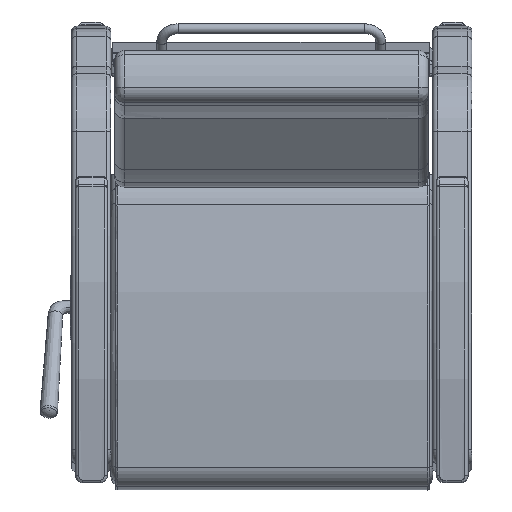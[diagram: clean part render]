
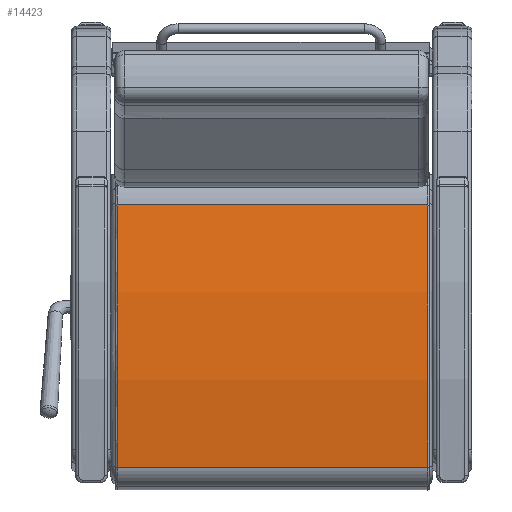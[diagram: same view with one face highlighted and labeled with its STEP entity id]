
A CAD part, front view. The second image highlights one B-rep face of the part: STEP entity #14423.
In plain terms, the highlighted free-form (B-spline) face has degree [3, 1] with [18, 2] control points.
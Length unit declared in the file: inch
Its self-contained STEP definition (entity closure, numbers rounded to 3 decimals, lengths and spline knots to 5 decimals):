
#810=B_SPLINE_SURFACE_WITH_KNOTS('',3,1,((#27711,#27712),(#27713,#27714),
(#27715,#27716),(#27717,#27718),(#27719,#27720),(#27721,#27722),(#27723,
#27724),(#27725,#27726),(#27727,#27728),(#27729,#27730),(#27731,#27732),
(#27733,#27734),(#27735,#27736),(#27737,#27738),(#27739,#27740),(#27741,
#27742),(#27743,#27744),(#27745,#27746)),.UNSPECIFIED.,.F.,.F.,.F.,(4,1,
1,1,1,1,1,1,1,1,1,1,1,1,1,4),(2,2),(-1.69612,-1.66826,
-1.6404,-1.62647,-1.59861,-1.58468,
-1.55682,-1.54289,-1.51503,-1.5011,-1.47324,
-1.45931,-1.43145,-1.41752,-1.38966,
-1.3618),(0.,91.44),.UNSPECIFIED.);
#1211=ELLIPSE('',#16515,60.30357,60.25);
#1213=ELLIPSE('',#16537,60.30357,60.25);
#2116=LINE('',#27709,#2950);
#2117=LINE('',#27748,#2951);
#2950=VECTOR('',#20840,0.3937);
#2951=VECTOR('',#20843,0.3937);
#3986=FACE_OUTER_BOUND('',#5021,.T.);
#5021=EDGE_LOOP('',(#12826,#12827,#12828,#12829));
#7146=VERTEX_POINT('',#27340);
#7147=VERTEX_POINT('',#27341);
#7166=VERTEX_POINT('',#27708);
#7167=VERTEX_POINT('',#27747);
#9047=EDGE_CURVE('',#7146,#7147,#1211,.T.);
#9076=EDGE_CURVE('',#7166,#7147,#2116,.T.);
#9078=EDGE_CURVE('',#7167,#7146,#2117,.T.);
#9079=EDGE_CURVE('',#7166,#7167,#1213,.T.);
#12826=ORIENTED_EDGE('',*,*,#9047,.F.);
#12827=ORIENTED_EDGE('',*,*,#9078,.F.);
#12828=ORIENTED_EDGE('',*,*,#9079,.F.);
#12829=ORIENTED_EDGE('',*,*,#9076,.T.);
#14423=ADVANCED_FACE('',(#3986),#810,.T.);
#16515=AXIS2_PLACEMENT_3D('',#27342,#20789,#20790);
#16537=AXIS2_PLACEMENT_3D('',#27749,#20844,#20845);
#20789=DIRECTION('center_axis',(0.,0.,
-1.));
#20790=DIRECTION('ref_axis',(1.,0.,0.));
#20840=DIRECTION('',(0.,0.,-1.));
#20843=DIRECTION('',(0.,0.,-1.));
#20844=DIRECTION('center_axis',(0.,0.,1.));
#20845=DIRECTION('ref_axis',(1.,0.,0.));
#27340=CARTESIAN_POINT('',(3.60935,-1.68389,0.124));
#27341=CARTESIAN_POINT('',(23.65848,-2.52291,0.124));
#27342=CARTESIAN_POINT('Origin',(11.14546,-61.46156,0.124));
#27708=CARTESIAN_POINT('',(23.65848,-2.52291,23.876));
#27709=CARTESIAN_POINT('',(23.65848,-2.52291,24.));
#27711=CARTESIAN_POINT('Ctrl Pts',(3.60935,-1.68389,24.));
#27712=CARTESIAN_POINT('Ctrl Pts',(3.60935,-1.68389,-12.));
#27713=CARTESIAN_POINT('Ctrl Pts',(4.16497,-1.61396,24.));
#27714=CARTESIAN_POINT('Ctrl Pts',(4.16497,-1.61396,-12.));
#27715=CARTESIAN_POINT('Ctrl Pts',(5.27817,-1.48959,24.));
#27716=CARTESIAN_POINT('Ctrl Pts',(5.27817,-1.48959,-12.));
#27717=CARTESIAN_POINT('Ctrl Pts',(6.67346,-1.3729,24.));
#27718=CARTESIAN_POINT('Ctrl Pts',(6.67346,-1.3729,-12.));
#27719=CARTESIAN_POINT('Ctrl Pts',(8.07078,-1.28537,24.));
#27720=CARTESIAN_POINT('Ctrl Pts',(8.07078,-1.28537,-12.));
#27721=CARTESIAN_POINT('Ctrl Pts',(9.18994,-1.2387,24.));
#27722=CARTESIAN_POINT('Ctrl Pts',(9.18994,-1.2387,-12.));
#27723=CARTESIAN_POINT('Ctrl Pts',(10.5897,-1.20957,24.));
#27724=CARTESIAN_POINT('Ctrl Pts',(10.5897,-1.20957,-12.));
#27725=CARTESIAN_POINT('Ctrl Pts',(11.70984,-1.20965,24.));
#27726=CARTESIAN_POINT('Ctrl Pts',(11.70984,-1.20965,-12.));
#27727=CARTESIAN_POINT('Ctrl Pts',(13.1096,-1.23898,24.));
#27728=CARTESIAN_POINT('Ctrl Pts',(13.1096,-1.23898,-12.));
#27729=CARTESIAN_POINT('Ctrl Pts',(14.22875,-1.28581,24.));
#27730=CARTESIAN_POINT('Ctrl Pts',(14.22875,-1.28581,-12.));
#27731=CARTESIAN_POINT('Ctrl Pts',(15.62606,-1.37354,24.));
#27732=CARTESIAN_POINT('Ctrl Pts',(15.62606,-1.37354,-12.));
#27733=CARTESIAN_POINT('Ctrl Pts',(16.74228,-1.46705,24.));
#27734=CARTESIAN_POINT('Ctrl Pts',(16.74228,-1.46705,-12.));
#27735=CARTESIAN_POINT('Ctrl Pts',(18.1347,-1.61302,24.));
#27736=CARTESIAN_POINT('Ctrl Pts',(18.1347,-1.61302,-12.));
#27737=CARTESIAN_POINT('Ctrl Pts',(19.24603,-1.75304,24.));
#27738=CARTESIAN_POINT('Ctrl Pts',(19.24603,-1.75304,-12.));
#27739=CARTESIAN_POINT('Ctrl Pts',(20.63114,-1.95701,24.));
#27740=CARTESIAN_POINT('Ctrl Pts',(20.63114,-1.95701,-12.));
#27741=CARTESIAN_POINT('Ctrl Pts',(22.01177,-2.18986,24.));
#27742=CARTESIAN_POINT('Ctrl Pts',(22.01177,-2.18986,-12.));
#27743=CARTESIAN_POINT('Ctrl Pts',(23.11066,-2.40681,24.));
#27744=CARTESIAN_POINT('Ctrl Pts',(23.11066,-2.40681,-12.));
#27745=CARTESIAN_POINT('Ctrl Pts',(23.65848,-2.52291,24.));
#27746=CARTESIAN_POINT('Ctrl Pts',(23.65848,-2.52291,-12.));
#27747=CARTESIAN_POINT('',(3.60935,-1.68389,23.876));
#27748=CARTESIAN_POINT('',(3.60935,-1.68389,24.));
#27749=CARTESIAN_POINT('Origin',(11.14546,-61.46156,23.876));
